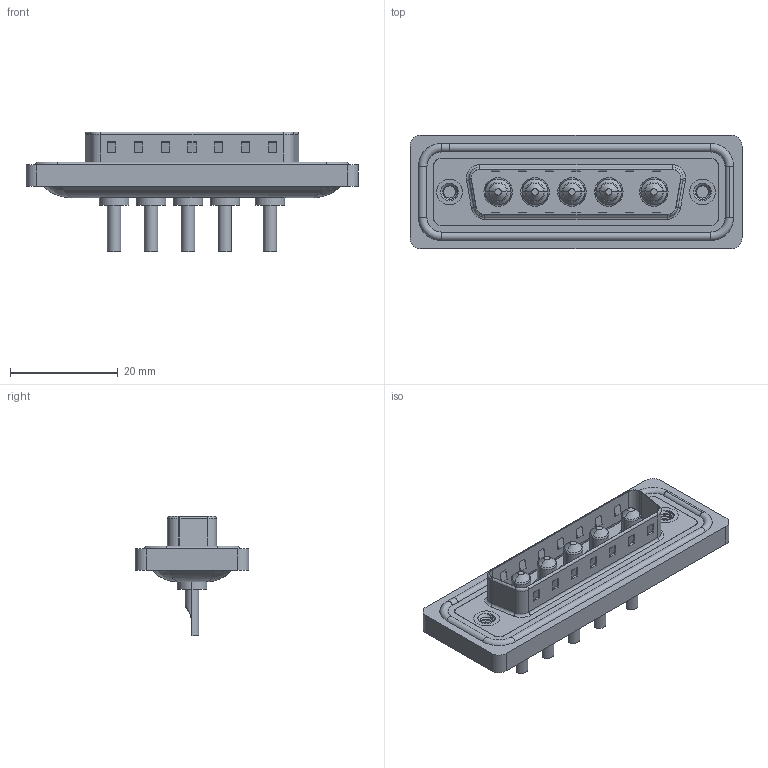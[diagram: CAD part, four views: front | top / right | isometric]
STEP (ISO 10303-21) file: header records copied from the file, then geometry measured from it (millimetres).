
FILE_DESCRIPTION (( 'STEP AP203' ), '1' );
FILE_NAME ('627W5W5-222-1N2.STEP', '2024-03-19T19:13:50', ( '' ), ( '' ), 'SwSTEP 2.0', 'SolidWorks 2023', '' );
FILE_SCHEMA (( 'CONFIG_CONTROL_DESIGN' ));
Length unit declared in the file: millimetre
Products named in the file (7): 627Combo Waterproof Housing_25 Contacts; 627Combo Threaded Rivet_2; 627W5W5-222-1N2; 627Combo Shell Rear_25 Contacts; 627Combo Housing_5W5; Power Pin_10A SC; 627Combo Shell Front_25 Contacts
Assembly tree (11 placements, depth 2):
  627W5W5-222-1N2
    627Combo Housing_5W5
    627Combo Waterproof Housing_25 Contacts
    627Combo Shell Rear_25 Contacts
    627Combo Shell Front_25 Contacts
    627Combo Threaded Rivet_2  x2
    Power Pin_10A SC  x5
Bounding box: 61.75 x 21.1 x 22.3 mm (x, y, z)
Volume: 7459.2 mm3; surface area: 12034.7 mm2
Topology: 17 solids, 17 shells, 708 faces, 1720 edges, 1064 vertices
Faces by surface type: cylinder 298, plane 269, torus 74, cone 47, bspline 20
Entity records: 18067 total; most frequent: CARTESIAN_POINT 4603, DIRECTION 2730, ORIENTED_EDGE 2566, EDGE_CURVE 1283, AXIS2_PLACEMENT_3D 1000, VERTEX_POINT 808, VECTOR 730, LINE 730
